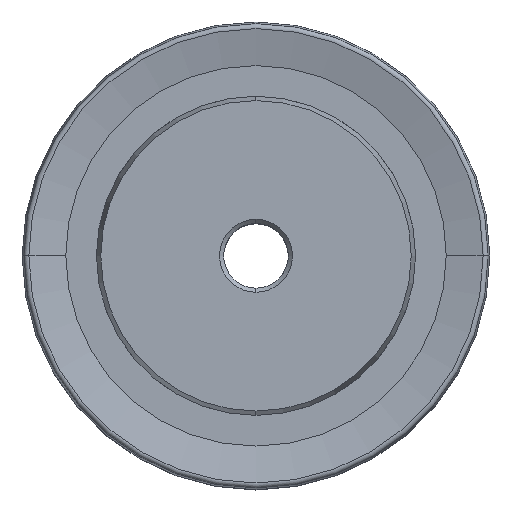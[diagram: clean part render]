
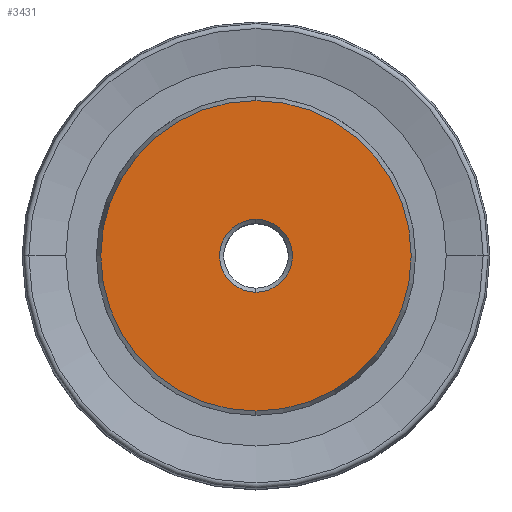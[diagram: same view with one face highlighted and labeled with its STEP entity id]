
A CAD part, top view. The second image highlights one B-rep face of the part: STEP entity #3431.
In plain terms, the highlighted planar face has unit normal (0, 0, 1).
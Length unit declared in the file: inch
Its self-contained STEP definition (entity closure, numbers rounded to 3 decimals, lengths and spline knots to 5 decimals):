
#120 = DIRECTION ( 'NONE',  ( 0., 1., 0. ) ) ;
#139 = VERTEX_POINT ( 'NONE', #2248 ) ;
#738 = EDGE_CURVE ( 'NONE', #4036, #1393, #5415, .T. ) ;
#887 = DIRECTION ( 'NONE',  ( 0., 0., 1. ) ) ;
#890 = VERTEX_POINT ( 'NONE', #3989 ) ;
#1393 = VERTEX_POINT ( 'NONE', #2463 ) ;
#1700 = DIRECTION ( 'NONE',  ( 0., 0., -1. ) ) ;
#1867 = DIRECTION ( 'NONE',  ( 0., 0., 1. ) ) ;
#2248 = CARTESIAN_POINT ( 'NONE',  ( 0., 0.37844, 0.25005 ) ) ;
#2463 = CARTESIAN_POINT ( 'NONE',  ( 0., 0.08874, 0.25005 ) ) ;
#2531 = DIRECTION ( 'NONE',  ( 0., 0., -1. ) ) ;
#2534 = CIRCLE ( 'NONE', #4679, 0.37844 ) ;
#3079 = ORIENTED_EDGE ( 'NONE', *, *, #3202, .T. ) ;
#3191 = DIRECTION ( 'NONE',  ( 0., 0., 1. ) ) ;
#3202 = EDGE_CURVE ( 'NONE', #890, #139, #2534, .T. ) ;
#3431 = ADVANCED_FACE ( 'NONE', ( #6338, #3836 ), #3575, .T. ) ;
#3575 = PLANE ( 'NONE',  #4877 ) ;
#3836 = FACE_BOUND ( 'NONE', #4058, .T. ) ;
#3839 = AXIS2_PLACEMENT_3D ( 'NONE', #5576, #2531, #6094 ) ;
#3895 = EDGE_CURVE ( 'NONE', #139, #890, #4832, .T. ) ;
#3967 = CARTESIAN_POINT ( 'NONE',  ( 0., 0., 0.25005 ) ) ;
#3989 = CARTESIAN_POINT ( 'NONE',  ( 0., -0.37844, 0.25005 ) ) ;
#4036 = VERTEX_POINT ( 'NONE', #4601 ) ;
#4058 = EDGE_LOOP ( 'NONE', ( #4336, #6277 ) ) ;
#4336 = ORIENTED_EDGE ( 'NONE', *, *, #738, .T. ) ;
#4343 = EDGE_CURVE ( 'NONE', #1393, #4036, #6301, .T. ) ;
#4472 = DIRECTION ( 'NONE',  ( 0., -1., 0. ) ) ;
#4601 = CARTESIAN_POINT ( 'NONE',  ( 0., -0.08874, 0.25005 ) ) ;
#4637 = AXIS2_PLACEMENT_3D ( 'NONE', #3967, #887, #4472 ) ;
#4679 = AXIS2_PLACEMENT_3D ( 'NONE', #4932, #1867, #5428 ) ;
#4776 = CARTESIAN_POINT ( 'NONE',  ( 0., 0., 0.25005 ) ) ;
#4832 = CIRCLE ( 'NONE', #4637, 0.37844 ) ;
#4877 = AXIS2_PLACEMENT_3D ( 'NONE', #6217, #3191, #120 ) ;
#4932 = CARTESIAN_POINT ( 'NONE',  ( 0., 0., 0.25005 ) ) ;
#5264 = DIRECTION ( 'NONE',  ( 0., -1., 0. ) ) ;
#5415 = CIRCLE ( 'NONE', #6105, 0.08874 ) ;
#5428 = DIRECTION ( 'NONE',  ( 0., -1., 0. ) ) ;
#5576 = CARTESIAN_POINT ( 'NONE',  ( 0., 0., 0.25005 ) ) ;
#5617 = ORIENTED_EDGE ( 'NONE', *, *, #3895, .T. ) ;
#5740 = EDGE_LOOP ( 'NONE', ( #5617, #3079 ) ) ;
#6094 = DIRECTION ( 'NONE',  ( 0., -1., 0. ) ) ;
#6105 = AXIS2_PLACEMENT_3D ( 'NONE', #4776, #1700, #5264 ) ;
#6217 = CARTESIAN_POINT ( 'NONE',  ( 0., 0., 0.25005 ) ) ;
#6277 = ORIENTED_EDGE ( 'NONE', *, *, #4343, .T. ) ;
#6301 = CIRCLE ( 'NONE', #3839, 0.08874 ) ;
#6338 = FACE_OUTER_BOUND ( 'NONE', #5740, .T. ) ;
